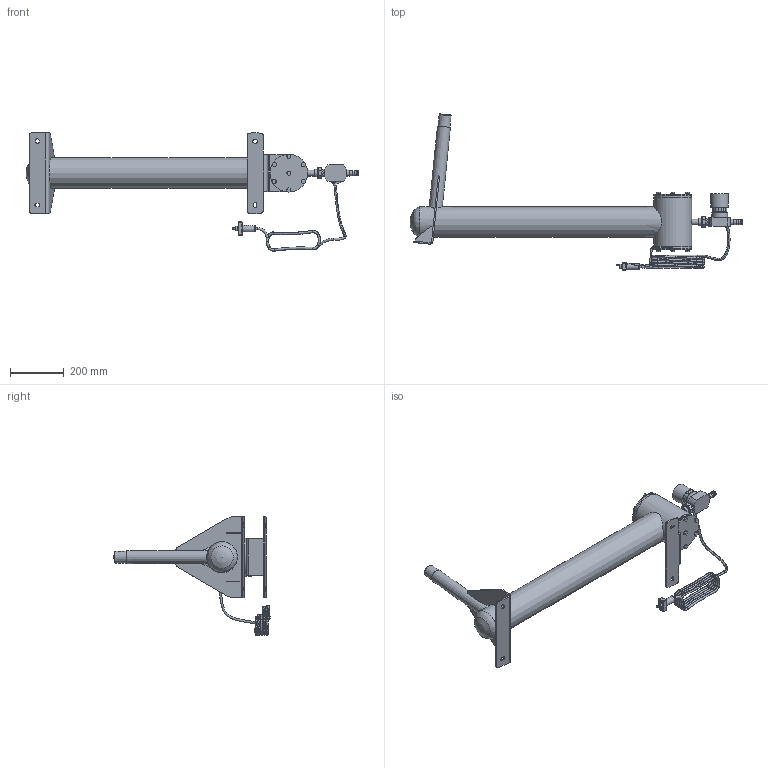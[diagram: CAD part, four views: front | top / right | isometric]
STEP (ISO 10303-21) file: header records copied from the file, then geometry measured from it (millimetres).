
FILE_DESCRIPTION(/* description */ ('','CAx-IF Rec.Pracs.---Representation and Presentation of Product Manufacturing Information (PMI)---4.0---2014-10-13'),/* implementation_level */ '2;1');
FILE_NAME(/* name */ '48425_AirNozzle 24E-20m horizontal 01.stp',/* time_stamp */ '2019-10-10T11:27:27+02:00',/* author */ ('guzb562'),/* organization */ (''),/* preprocessor_version */ 'ST-DEVELOPER v17.2',/* originating_system */ 'Autodesk Inventor 2019',/* authorisation */ '');
FILE_SCHEMA (('AP242_MANAGED_MODEL_BASED_3D_ENGINEERING_MIM_LF { 1 0 10303 442 1 1 4 }'));
Length unit declared in the file: millimetre
Products named in the file (4): 48425_AirNozzle 24E-20m horizontal 01; 58904_Air nozzle 24 E horizontal; Stecker 24V; kabel
Assembly tree (3 placements, depth 2):
  48425_AirNozzle 24E-20m horizontal 01
    58904_Air nozzle 24 E horizontal
    Stecker 24V
    kabel
Bounding box: 1231.98 x 579.26 x 439.99 mm (x, y, z)
Volume: 13915639.3 mm3; surface area: 855053.5 mm2
Topology: 6 solids, 13 shells, 1514 faces, 5114 edges, 4865 vertices
Faces by surface type: plane 1070, cylinder 274, bspline 136, cone 30, torus 4
Full cylindrical faces by diameter (mm): 0.038 x1, 5.216 x2, 6.8 x1, 7.255 x1, 8.3 x2, 8.5 x6, 14.45 x1, 14.8 x14, 15.899 x1, 18.694 x1, 19.899 x1, 21.549 x2, 22.126 x1, 22.383 x1, 22.754 x1, 27.862 x1, 38 x2, 42.527 x1, 59 x1, 65 x1, 137.709 x2, 140 x1, 140.025 x2, 140.028 x1
Entity records: 73087 total; most frequent: CARTESIAN_POINT 31080, DIRECTION 7942, ORIENTED_EDGE 7902, EDGE_CURVE 3951, LINE 2794, VECTOR 2794, AXIS2_PLACEMENT_3D 2574, VERTEX_POINT 2566
